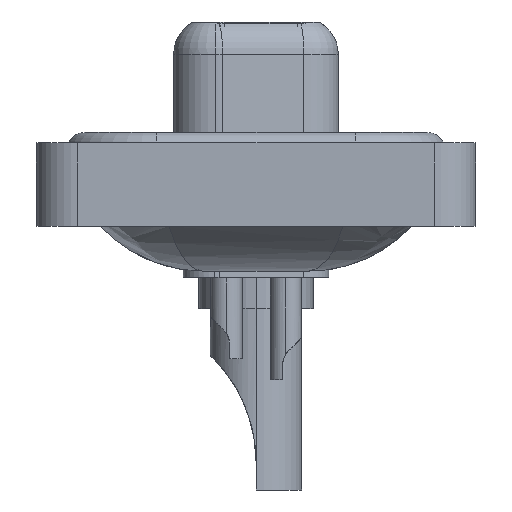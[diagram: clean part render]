
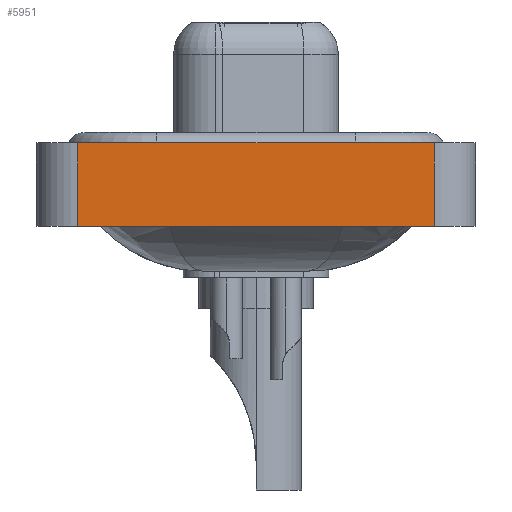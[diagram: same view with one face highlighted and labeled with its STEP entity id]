
A CAD part, left-side view. The second image highlights one B-rep face of the part: STEP entity #5951.
In plain terms, the highlighted planar face has unit normal (-1, 0, 0).
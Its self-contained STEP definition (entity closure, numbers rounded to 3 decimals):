
#671 = LINE ( 'NONE', #9335, #14887 ) ;
#867 = DIRECTION ( 'NONE',  ( 0., -1., 0. ) ) ;
#1013 = VERTEX_POINT ( 'NONE', #22518 ) ;
#2119 = CARTESIAN_POINT ( 'NONE',  ( -7.35, 8.55, 0.4 ) ) ;
#2208 = CARTESIAN_POINT ( 'NONE',  ( -7.35, -8.55, -3.6 ) ) ;
#2514 = EDGE_CURVE ( 'NONE', #7283, #11617, #24994, .T. ) ;
#3248 = DIRECTION ( 'NONE',  ( 0., -1., 0. ) ) ;
#3299 = VECTOR ( 'NONE', #867, 1000. ) ;
#3496 = EDGE_CURVE ( 'NONE', #10565, #11617, #14336, .T. ) ;
#4182 = VECTOR ( 'NONE', #24596, 1000. ) ;
#5139 = EDGE_LOOP ( 'NONE', ( #9044, #23779, #9114, #5406 ) ) ;
#5406 = ORIENTED_EDGE ( 'NONE', *, *, #15553, .T. ) ;
#5951 = ADVANCED_FACE ( 'NONE', ( #20244 ), #6278, .T. ) ;
#6278 = PLANE ( 'NONE',  #19958 ) ;
#7283 = VERTEX_POINT ( 'NONE', #2119 ) ;
#8624 = CARTESIAN_POINT ( 'NONE',  ( -7.35, -8.55, 0.4 ) ) ;
#9044 = ORIENTED_EDGE ( 'NONE', *, *, #3496, .T. ) ;
#9114 = ORIENTED_EDGE ( 'NONE', *, *, #24890, .F. ) ;
#9335 = CARTESIAN_POINT ( 'NONE',  ( -7.35, 8.55, -3.6 ) ) ;
#9553 = CARTESIAN_POINT ( 'NONE',  ( -7.35, -8.55, 0.4 ) ) ;
#10220 = DIRECTION ( 'NONE',  ( -1., 0., 0. ) ) ;
#10471 = DIRECTION ( 'NONE',  ( 0., 0., 1. ) ) ;
#10565 = VERTEX_POINT ( 'NONE', #21061 ) ;
#11617 = VERTEX_POINT ( 'NONE', #9553 ) ;
#14336 = LINE ( 'NONE', #22566, #4182 ) ;
#14887 = VECTOR ( 'NONE', #25948, 1000. ) ;
#15553 = EDGE_CURVE ( 'NONE', #1013, #10565, #25964, .T. ) ;
#17151 = VECTOR ( 'NONE', #3248, 1000. ) ;
#19958 = AXIS2_PLACEMENT_3D ( 'NONE', #2208, #10220, #10471 ) ;
#20244 = FACE_OUTER_BOUND ( 'NONE', #5139, .T. ) ;
#21061 = CARTESIAN_POINT ( 'NONE',  ( -7.35, -8.55, -3.6 ) ) ;
#21804 = CARTESIAN_POINT ( 'NONE',  ( -7.35, -8.55, -3.6 ) ) ;
#22518 = CARTESIAN_POINT ( 'NONE',  ( -7.35, 8.55, -3.6 ) ) ;
#22566 = CARTESIAN_POINT ( 'NONE',  ( -7.35, -8.55, -3.6 ) ) ;
#23779 = ORIENTED_EDGE ( 'NONE', *, *, #2514, .F. ) ;
#24596 = DIRECTION ( 'NONE',  ( 0., 0., 1. ) ) ;
#24890 = EDGE_CURVE ( 'NONE', #1013, #7283, #671, .T. ) ;
#24994 = LINE ( 'NONE', #8624, #3299 ) ;
#25948 = DIRECTION ( 'NONE',  ( 0., 0., 1. ) ) ;
#25964 = LINE ( 'NONE', #21804, #17151 ) ;
